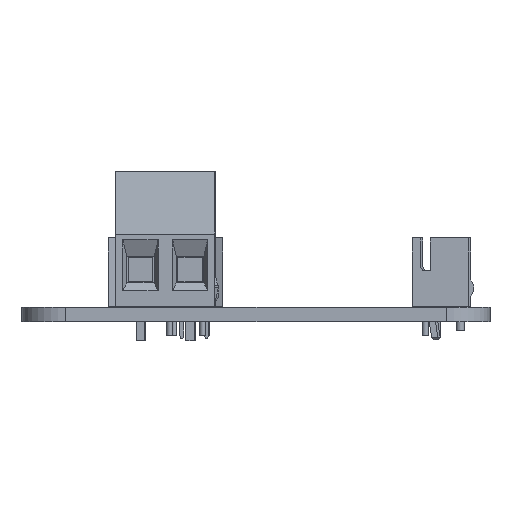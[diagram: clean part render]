
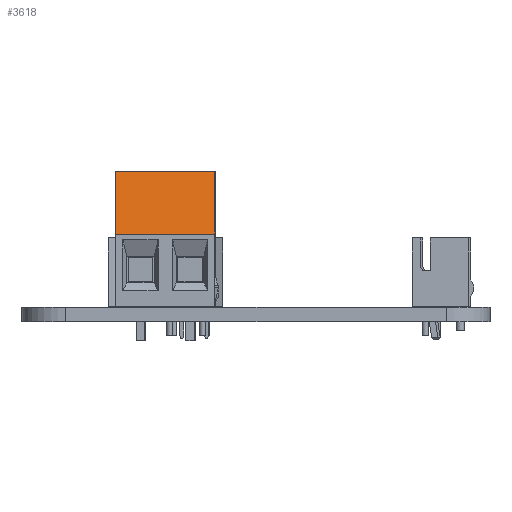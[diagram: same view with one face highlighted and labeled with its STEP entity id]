
A CAD part, left-side view. The second image highlights one B-rep face of the part: STEP entity #3618.
In plain terms, the highlighted face is planar.
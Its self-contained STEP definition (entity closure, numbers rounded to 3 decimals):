
#3526 = EDGE_CURVE('',#3527,#3529,#3531,.T.);
#3527 = VERTEX_POINT('',#3528);
#3528 = CARTESIAN_POINT('',(-2.54,-2.6,13.8));
#3529 = VERTEX_POINT('',#3530);
#3530 = CARTESIAN_POINT('',(-2.54,-4.1,7.4));
#3531 = LINE('',#3532,#3533);
#3532 = CARTESIAN_POINT('',(-2.54,-2.6,13.8));
#3533 = VECTOR('',#3534,1.);
#3534 = DIRECTION('',(0.,-0.228,-0.974));
#3618 = ADVANCED_FACE('',(#3619),#3644,.F.);
#3619 = FACE_BOUND('',#3620,.F.);
#3620 = EDGE_LOOP('',(#3621,#3629,#3637,#3643));
#3621 = ORIENTED_EDGE('',*,*,#3622,.T.);
#3622 = EDGE_CURVE('',#3527,#3623,#3625,.T.);
#3623 = VERTEX_POINT('',#3624);
#3624 = CARTESIAN_POINT('',(7.62,-2.6,13.8));
#3625 = LINE('',#3626,#3627);
#3626 = CARTESIAN_POINT('',(-2.54,-2.6,13.8));
#3627 = VECTOR('',#3628,1.);
#3628 = DIRECTION('',(1.,0.,0.));
#3629 = ORIENTED_EDGE('',*,*,#3630,.T.);
#3630 = EDGE_CURVE('',#3623,#3631,#3633,.T.);
#3631 = VERTEX_POINT('',#3632);
#3632 = CARTESIAN_POINT('',(7.62,-4.1,7.4));
#3633 = LINE('',#3634,#3635);
#3634 = CARTESIAN_POINT('',(7.62,-2.6,13.8));
#3635 = VECTOR('',#3636,1.);
#3636 = DIRECTION('',(0.,-0.228,-0.974));
#3637 = ORIENTED_EDGE('',*,*,#3638,.F.);
#3638 = EDGE_CURVE('',#3529,#3631,#3639,.T.);
#3639 = LINE('',#3640,#3641);
#3640 = CARTESIAN_POINT('',(-2.54,-4.1,7.4));
#3641 = VECTOR('',#3642,1.);
#3642 = DIRECTION('',(1.,0.,0.));
#3643 = ORIENTED_EDGE('',*,*,#3526,.F.);
#3644 = PLANE('',#3645);
#3645 = AXIS2_PLACEMENT_3D('',#3646,#3647,#3648);
#3646 = CARTESIAN_POINT('',(-2.54,-2.6,13.8));
#3647 = DIRECTION('',(0.,0.974,-0.228));
#3648 = DIRECTION('',(0.,-0.228,-0.974));
